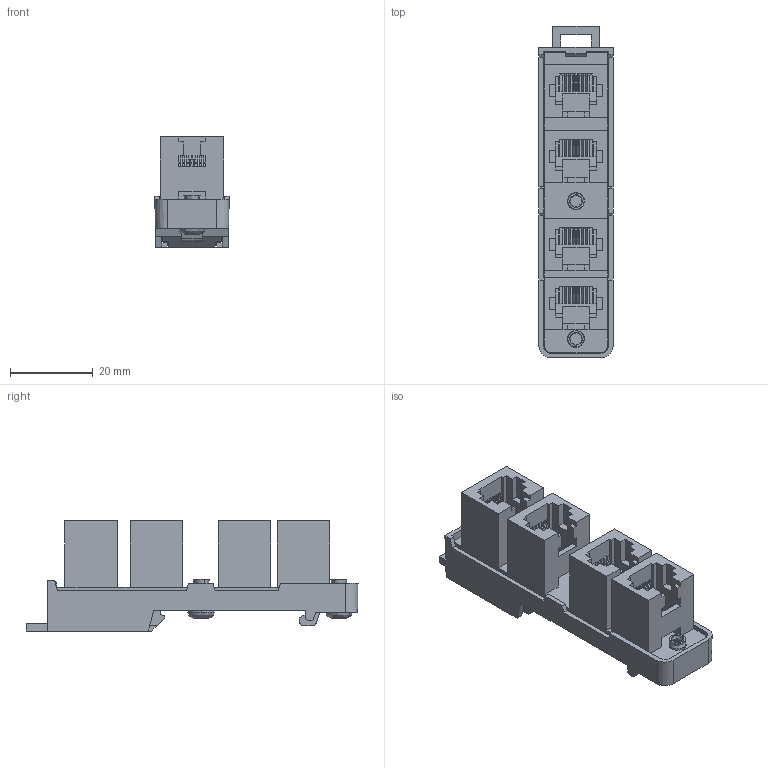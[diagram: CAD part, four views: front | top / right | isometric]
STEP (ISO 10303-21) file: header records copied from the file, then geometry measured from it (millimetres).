
FILE_DESCRIPTION(('CATIA V5R22 STEP214','CAx-IF Rec.Pracs.--- Model Styling and Organization---1.4--- 2014-01-23'),'2;1');
FILE_NAME ('1542556-5_0', '2023-05-03T11:31:45+00:00', ('Weidmueller Interface'), ('Weidmueller'), 'CATIA Version 5-6 Release 2016 SP3 HF44', 'CATIA V5 STEP AP214', 'none');
FILE_SCHEMA(('AUTOMOTIVE_DESIGN { 1 0 10303 214 1 1 1 1 }'));
Length unit declared in the file: millimetre
Products named in the file (1): _8000112157
Bounding box: 17.97 x 80.14 x 26.6 mm (x, y, z)
Volume: 16850.1 mm3; surface area: 15024.1 mm2
Topology: 1 solids, 1 shells, 904 faces, 2758 edges, 1824 vertices
Faces by surface type: plane 786, cylinder 98, bspline 12, cone 8
Entity records: 32332 total; most frequent: CARTESIAN_POINT 6696, ORIENTED_EDGE 5516, DIRECTION 4437, EDGE_CURVE 2758, VECTOR 2516, LINE 2516, VERTEX_POINT 1824, AXIS2_PLACEMENT_3D 1030
